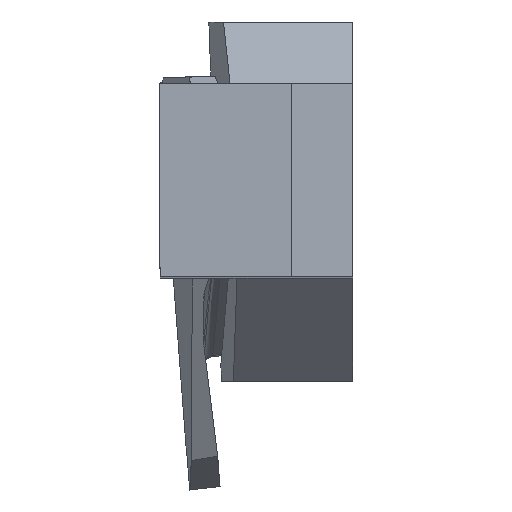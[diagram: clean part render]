
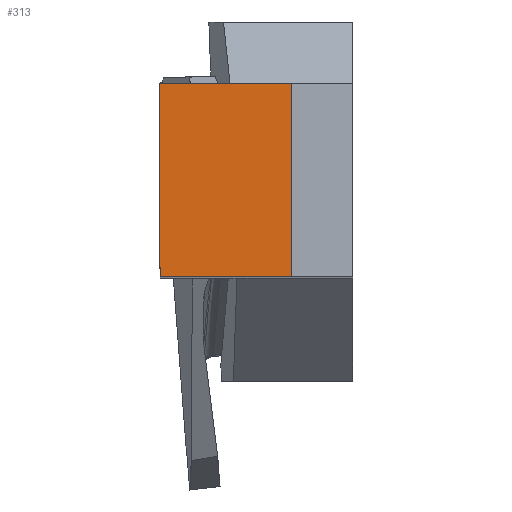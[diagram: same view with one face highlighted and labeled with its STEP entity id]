
A CAD part, top view. The second image highlights one B-rep face of the part: STEP entity #313.
In plain terms, the highlighted planar face has unit normal (0, 0, 1).
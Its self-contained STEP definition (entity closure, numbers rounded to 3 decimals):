
#313=ADVANCED_FACE('BLANK_BOXF006',(#494),#435,.T.);
#435=PLANE('',#2280);
#494=FACE_OUTER_BOUND('',#616,.T.);
#616=EDGE_LOOP('',(#769,#770,#771,#772));
#769=ORIENTED_EDGE('',*,*,#1588,.F.);
#770=ORIENTED_EDGE('',*,*,#1589,.F.);
#771=ORIENTED_EDGE('',*,*,#1590,.T.);
#772=ORIENTED_EDGE('',*,*,#1591,.T.);
#1391=VERTEX_POINT('',#3110);
#1392=VERTEX_POINT('',#3111);
#1393=VERTEX_POINT('',#3113);
#1394=VERTEX_POINT('',#3115);
#1588=EDGE_CURVE('',#1391,#1392,#1900,.T.);
#1589=EDGE_CURVE('',#1393,#1391,#1901,.T.);
#1590=EDGE_CURVE('',#1393,#1394,#1902,.T.);
#1591=EDGE_CURVE('',#1394,#1392,#1903,.T.);
#1900=LINE('',#3109,#2065);
#1901=LINE('',#3112,#2066);
#1902=LINE('',#3114,#2067);
#1903=LINE('',#3116,#2068);
#2065=VECTOR('',#2519,1.);
#2066=VECTOR('',#2520,1.);
#2067=VECTOR('',#2521,1.);
#2068=VECTOR('',#2522,1.);
#2280=AXIS2_PLACEMENT_3D('',#3117,#2523,#2524);
#2519=DIRECTION('',(0.,-1.,0.));
#2520=DIRECTION('',(1.,0.,0.));
#2521=DIRECTION('',(0.004,-1.,0.));
#2522=DIRECTION('',(1.,0.,0.));
#2523=DIRECTION('',(0.,0.,1.));
#2524=DIRECTION('',(-1.,0.,0.));
#3109=CARTESIAN_POINT('',(6.45,-5.,0.));
#3110=CARTESIAN_POINT('',(6.45,9.45,0.));
#3111=CARTESIAN_POINT('',(6.45,0.,0.));
#3112=CARTESIAN_POINT('',(-9.6,9.45,0.));
#3113=CARTESIAN_POINT('',(0.,9.45,0.));
#3114=CARTESIAN_POINT('',(0.063,-4.974,0.));
#3115=CARTESIAN_POINT('',(0.041,0.,0.));
#3116=CARTESIAN_POINT('',(-9.6,0.,0.));
#3117=CARTESIAN_POINT('',(-6.,-5.,0.));
